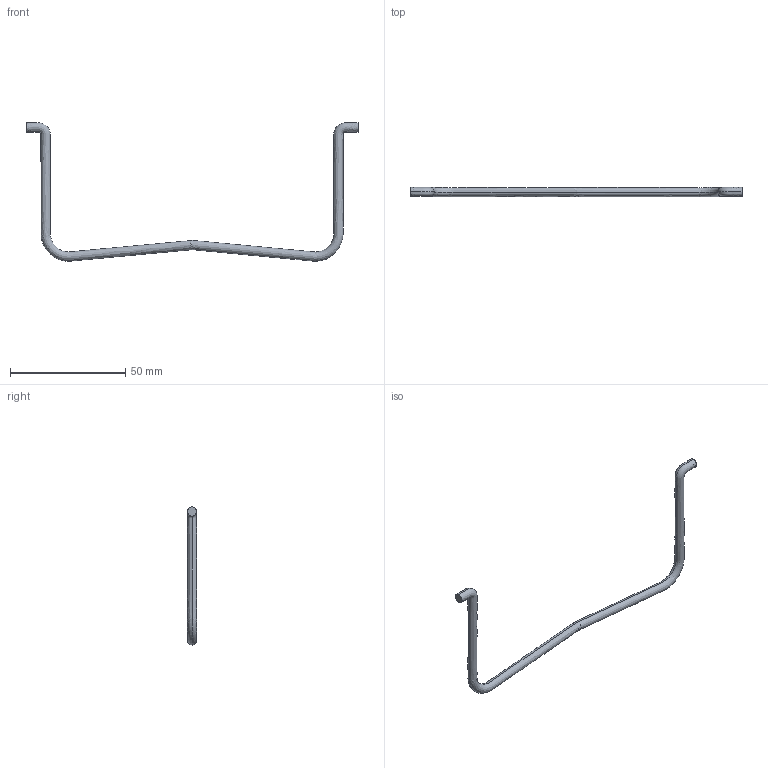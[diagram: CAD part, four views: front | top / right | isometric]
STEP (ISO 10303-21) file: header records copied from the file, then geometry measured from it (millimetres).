
FILE_DESCRIPTION((''),'2;1');
FILE_NAME('','2007-04-03T11:44:41',(''),(''),'','CADfix','');
FILE_SCHEMA(('AUTOMOTIVE_DESIGN { 1 0 10303 214 1 1 1 1 }'));
Length unit declared in the file: millimetre
Bounding box: 144 x 4 x 59.97 mm (x, y, z)
Volume: 3221.3 mm3; surface area: 3106 mm2
Topology: 1 solids, 1 shells, 4 faces, 6 edges, 4 vertices
Faces by surface type: bspline 4
Entity records: 709 total; most frequent: CARTESIAN_POINT 647, ORIENTED_EDGE 12, B_SPLINE_CURVE_WITH_KNOTS 6, EDGE_CURVE 6, B_SPLINE_SURFACE_WITH_KNOTS 4, VERTEX_POINT 4, EDGE_LOOP 4, FACE_OUTER_BOUND 4
